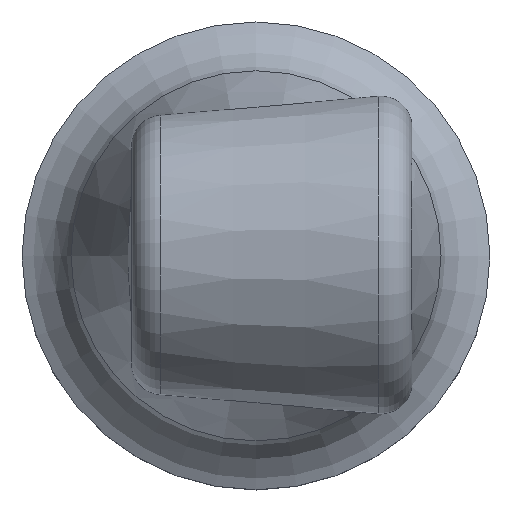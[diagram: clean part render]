
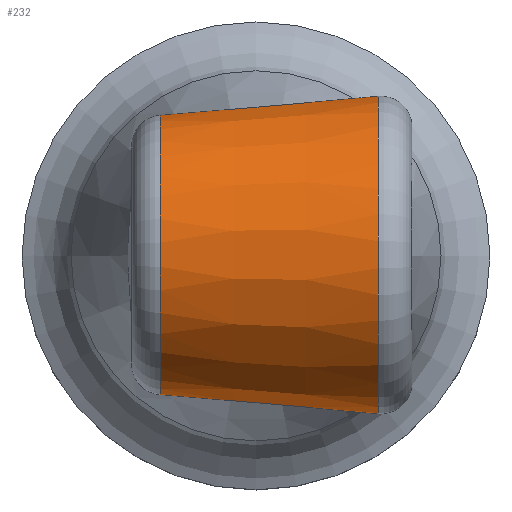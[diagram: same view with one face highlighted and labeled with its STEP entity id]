
A CAD part, top view. The second image highlights one B-rep face of the part: STEP entity #232.
In plain terms, the highlighted conical face has half-angle 5 degrees and reference radius 9.492 mm.
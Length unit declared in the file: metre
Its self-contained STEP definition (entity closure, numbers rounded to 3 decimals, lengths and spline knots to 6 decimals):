
#22=CONICAL_SURFACE('',#274,0.009492,0.087);
#39=CIRCLE('',#260,0.010193);
#43=CIRCLE('',#265,0.008969);
#87=ORIENTED_EDGE('',*,*,#125,.T.);
#88=ORIENTED_EDGE('',*,*,#116,.F.);
#89=ORIENTED_EDGE('',*,*,#124,.T.);
#90=ORIENTED_EDGE('',*,*,#122,.T.);
#116=EDGE_CURVE('',#142,#141,#39,.T.);
#122=EDGE_CURVE('',#145,#146,#43,.T.);
#124=EDGE_CURVE('',#142,#145,#160,.T.);
#125=EDGE_CURVE('',#146,#141,#161,.T.);
#141=VERTEX_POINT('',#439);
#142=VERTEX_POINT('',#450);
#145=VERTEX_POINT('',#515);
#146=VERTEX_POINT('',#527);
#160=B_SPLINE_CURVE_WITH_KNOTS('',3,(#652,#653,#654,#655,#656,#657,#658,
#659,#660),.UNSPECIFIED.,.F.,.F.,(4,1,1,1,1,1,4),(0.057552,0.061401,
0.063326,0.06525,0.067174,0.069099,
0.072948),.UNSPECIFIED.);
#161=B_SPLINE_CURVE_WITH_KNOTS('',3,(#661,#662,#663,#664,#665,#666,#667,
#668,#669),.UNSPECIFIED.,.F.,.F.,(4,1,1,1,1,1,4),(0.057811,0.061645,
0.063562,0.065479,0.067396,0.069313,
0.073147),.UNSPECIFIED.);
#178=EDGE_LOOP('',(#87,#88,#89,#90));
#204=FACE_BOUND('',#178,.T.);
#232=ADVANCED_FACE('',(#204),#22,.T.);
#260=AXIS2_PLACEMENT_3D('',#466,#302,#303);
#265=AXIS2_PLACEMENT_3D('',#545,#312,#313);
#274=AXIS2_PLACEMENT_3D('',#735,#330,#331);
#302=DIRECTION('',(1.,0.,0.));
#303=DIRECTION('',(0.,0.,-1.));
#312=DIRECTION('',(1.,0.,0.));
#313=DIRECTION('',(0.,0.,-1.));
#330=DIRECTION('',(1.,0.,0.));
#331=DIRECTION('',(0.,0.,-1.));
#439=CARTESIAN_POINT('',(0.007833,-0.006277,0.031969));
#450=CARTESIAN_POINT('',(0.007833,0.006277,0.031969));
#466=CARTESIAN_POINT('',(0.007833,0.,0.04));
#515=CARTESIAN_POINT('',(-0.006151,0.006569,0.033892));
#527=CARTESIAN_POINT('',(-0.006151,-0.006569,0.033892));
#545=CARTESIAN_POINT('',(-0.006151,0.,0.04));
#652=CARTESIAN_POINT('',(0.007833,0.006277,0.031969));
#653=CARTESIAN_POINT('',(0.006859,0.006863,0.032535));
#654=CARTESIAN_POINT('',(0.005265,0.007516,0.033408));
#655=CARTESIAN_POINT('',(0.00296,0.00799,0.03437));
#656=CARTESIAN_POINT('',(0.001117,0.008147,0.034908));
#657=CARTESIAN_POINT('',(-0.000806,0.008083,0.035131));
#658=CARTESIAN_POINT('',(-0.003341,0.007694,0.034915));
#659=CARTESIAN_POINT('',(-0.00508,0.007098,0.034324));
#660=CARTESIAN_POINT('',(-0.006151,0.006569,0.033892));
#661=CARTESIAN_POINT('',(-0.006151,-0.006569,0.033892));
#662=CARTESIAN_POINT('',(-0.005075,-0.0071,0.034326));
#663=CARTESIAN_POINT('',(-0.003333,-0.007697,0.034918));
#664=CARTESIAN_POINT('',(-0.000792,-0.008084,0.03513));
#665=CARTESIAN_POINT('',(0.001108,-0.008147,0.034909));
#666=CARTESIAN_POINT('',(0.00296,-0.007991,0.034371));
#667=CARTESIAN_POINT('',(0.005269,-0.007514,0.033405));
#668=CARTESIAN_POINT('',(0.006857,-0.006864,0.032536));
#669=CARTESIAN_POINT('',(0.007833,-0.006277,0.031969));
#735=CARTESIAN_POINT('',(-0.000174,0.,0.04));
